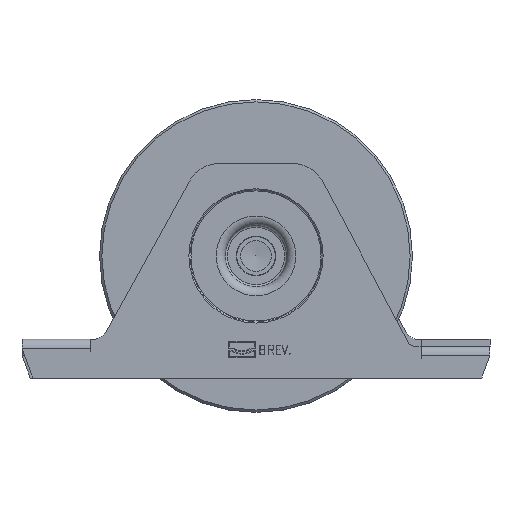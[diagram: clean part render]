
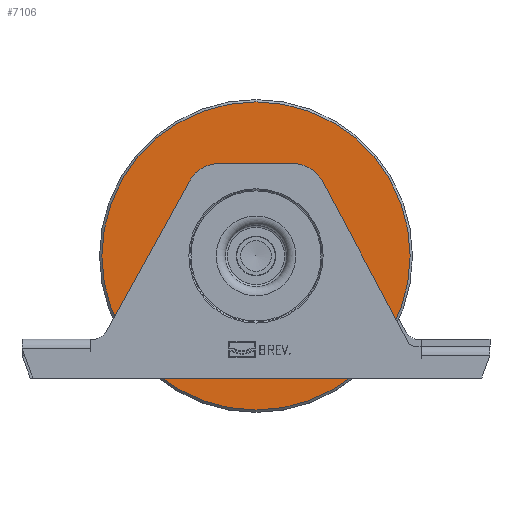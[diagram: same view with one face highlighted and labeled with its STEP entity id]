
A CAD part, top view. The second image highlights one B-rep face of the part: STEP entity #7106.
In plain terms, the highlighted face is planar.
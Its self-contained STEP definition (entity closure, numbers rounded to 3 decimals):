
#500=FACE_BOUND('',#1370,.T.);
#619=CIRCLE('',#7733,67.5);
#620=CIRCLE('',#7735,23.5);
#950=FACE_OUTER_BOUND('',#1369,.T.);
#1369=EDGE_LOOP('',(#5615));
#1370=EDGE_LOOP('',(#5616));
#3190=VERTEX_POINT('',#10693);
#3191=VERTEX_POINT('',#10697);
#4089=EDGE_CURVE('',#3190,#3190,#619,.T.);
#4091=EDGE_CURVE('',#3191,#3191,#620,.T.);
#5615=ORIENTED_EDGE('',*,*,#4089,.T.);
#5616=ORIENTED_EDGE('',*,*,#4091,.F.);
#6861=PLANE('',#7734);
#7106=ADVANCED_FACE('',(#950,#500),#6861,.T.);
#7733=AXIS2_PLACEMENT_3D('',#10694,#8950,#8951);
#7734=AXIS2_PLACEMENT_3D('',#10696,#8953,#8954);
#7735=AXIS2_PLACEMENT_3D('',#10698,#8955,#8956);
#8950=DIRECTION('center_axis',(1.,0.,0.));
#8951=DIRECTION('ref_axis',(0.,1.,0.));
#8953=DIRECTION('center_axis',(1.,0.,0.));
#8954=DIRECTION('ref_axis',(0.,0.,-1.));
#8955=DIRECTION('center_axis',(1.,0.,0.));
#8956=DIRECTION('ref_axis',(0.,1.,0.));
#10693=CARTESIAN_POINT('',(14.,-67.5,0.));
#10694=CARTESIAN_POINT('Origin',(14.,0.,
0.));
#10696=CARTESIAN_POINT('Origin',(14.,45.5,0.));
#10697=CARTESIAN_POINT('',(14.,-23.5,0.));
#10698=CARTESIAN_POINT('Origin',(14.,0.,0.));
